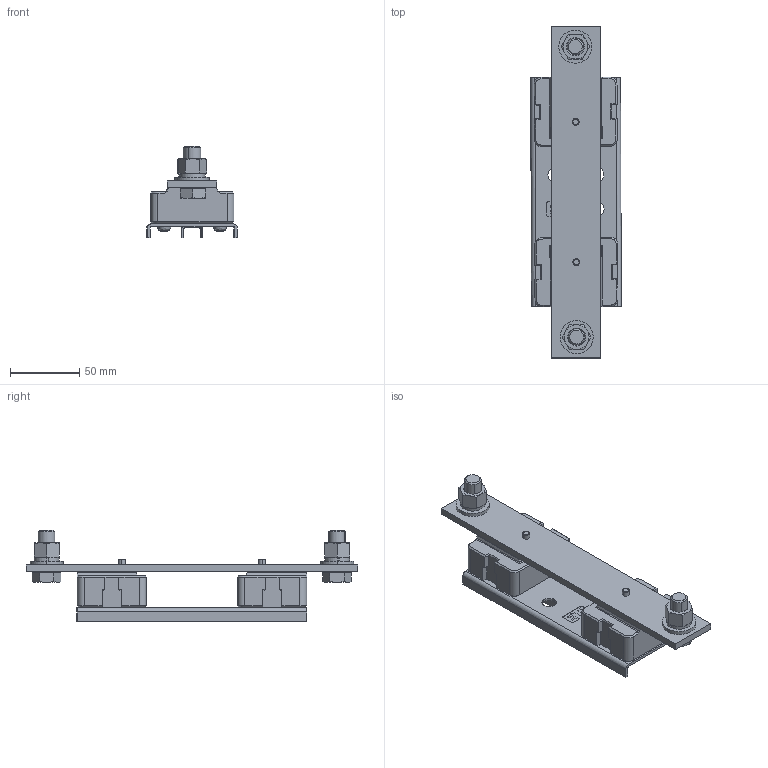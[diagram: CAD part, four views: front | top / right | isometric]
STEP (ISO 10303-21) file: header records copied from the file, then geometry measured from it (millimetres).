
FILE_DESCRIPTION((''),'2;1');
FILE_NAME('004123300_PK3_M12-M12_1P_S_ASM','2023-10-24T12:21:25',('klemen.sitar'),('Audax d.o.o.'),'CREO PARAMETRIC BY PTC INC, 2021304','CREO PARAMETRIC BY PTC INC, 2021304','');
FILE_SCHEMA(('AP242_MANAGED_MODEL_BASED_3D_ENGINEERING_MIM_LF { 1 0 10303 442 1 1 4 }'));
Length unit declared in the file: millimetre
Products named in the file (25): PRT0003_1_1_2; 0000038658_1_1_1_1_1_1_1_2_1_1; 0000032606_1_1_2_3_1_1_1_1_1; 0000033927_1_1_1_1_2_1_1_1_1; 0000032770_1_1_1_1_2_1_1_1_1; 0000032788_1_1_1_1_2_1_1_1_1; 0000032765_1_1_1_1_2_1_1_1_1; M12_TOP_ASM_1_ASM_1_ASM; TOP_1_ASM_1_AF0_ASM_1_ASM_1_ASM; 0000032606_1_1_2_3_1_1_1_1_2_1; 0000033927_1_1_1_1_2_1_1_1_2_1; 0000032770_1_1_1_1_2_1_1_1_2_1; 0000032788_1_1_1_1_2_1_1_1_2_1; 0000032765_1_1_1_1_2_1_1_1_2_1; M12_BOT_ASM_1_ASM_1_ASM; BOT_1_ASM_1_ASM_1_ASM_1_ASM; COMBO_ASM_1_AF0_ASM_1_ASM_1_ASM; BASE_1_1_1_1_1_1; 0000032892_AF0_1_1_1_1_1_2_1; 0000044574_1_1_2_1_1_1; PRT0005_1_1_1; PRT0005_1_2_1; PRT0005_1_3_1; PRT0005_1_ASM_1_ASM; 004123300_PK3_M12-M12_1P_S_ASM
Assembly tree (28 placements, depth 5):
  004123300_PK3_M12-M12_1P_S_ASM
    PRT0003_1_1_2
    COMBO_ASM_1_AF0_ASM_1_ASM_1_ASM
      TOP_1_ASM_1_AF0_ASM_1_ASM_1_ASM
        0000038658_1_1_1_1_1_1_1_2_1_1
        0000032606_1_1_2_3_1_1_1_1_1
        M12_TOP_ASM_1_ASM_1_ASM
          0000033927_1_1_1_1_2_1_1_1_1
          0000032770_1_1_1_1_2_1_1_1_1
          0000032788_1_1_1_1_2_1_1_1_1
          0000032765_1_1_1_1_2_1_1_1_1
      BOT_1_ASM_1_ASM_1_ASM_1_ASM
        0000038658_1_1_1_1_1_1_1_2_1_1
        0000032606_1_1_2_3_1_1_1_1_2_1
        M12_BOT_ASM_1_ASM_1_ASM
          0000033927_1_1_1_1_2_1_1_1_2_1
          0000032770_1_1_1_1_2_1_1_1_2_1
          0000032788_1_1_1_1_2_1_1_1_2_1
          0000032765_1_1_1_1_2_1_1_1_2_1
    BASE_1_1_1_1_1_1
    0000032892_AF0_1_1_1_1_1_2_1
    0000044574_1_1_2_1_1_1  x4
    PRT0005_1_ASM_1_ASM
      PRT0005_1_1_1
      PRT0005_1_2_1
      PRT0005_1_3_1
Bounding box: 65.71 x 240.25 x 66 mm (x, y, z)
Volume: 228011.4 mm3; surface area: 90028.9 mm2
Topology: 22 solids, 34 shells, 653 faces, 1668 edges, 1064 vertices
Faces by surface type: plane 359, cylinder 162, cone 100, sphere 16, torus 8, bspline 8
Entity records: 20251 total; most frequent: CARTESIAN_POINT 3220, DIRECTION 2258, ORIENTED_EDGE 2044, EDGE_CURVE 1036, AXIS2_PLACEMENT_3D 833, PRESENTATION_STYLE_ASSIGNMENT 772, STYLED_ITEM 772, VERTEX_POINT 668
